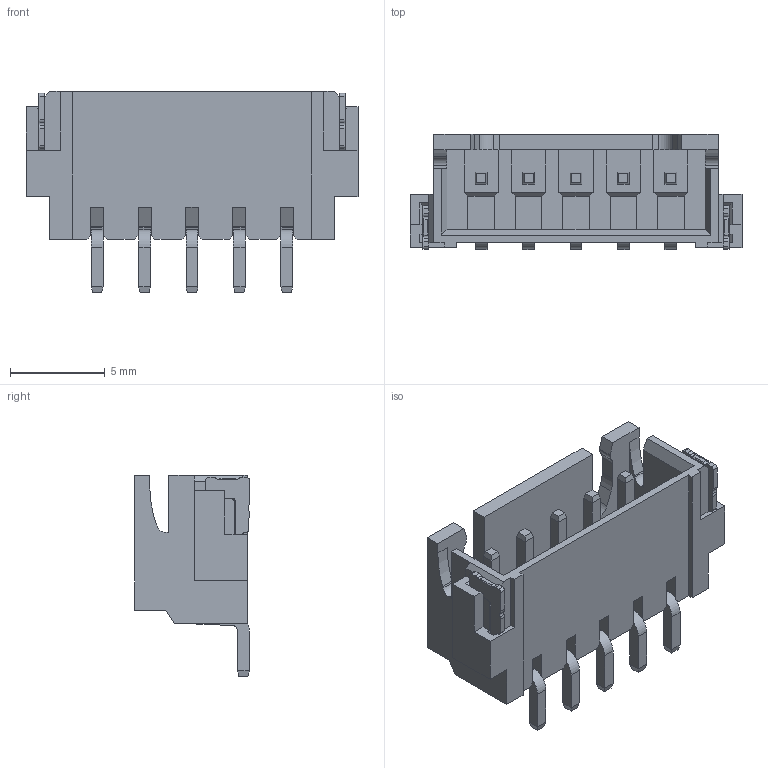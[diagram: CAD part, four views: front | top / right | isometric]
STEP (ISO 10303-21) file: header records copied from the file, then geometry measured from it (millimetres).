
FILE_DESCRIPTION((''),'2;1');
FILE_NAME('250-WTB-M-RA-SMT-CONN-5P','2020-07-06T',('Administrator'),(''),'PRO/ENGINEER BY PARAMETRIC TECHNOLOGY CORPORATION, 2009440','PRO/ENGINEER BY PARAMETRIC TECHNOLOGY CORPORATION, 2009440','');
FILE_SCHEMA(('CONFIG_CONTROL_DESIGN'));
Length unit declared in the file: millimetre
Products named in the file (1): 250-WTB-M-RA-SMT-CONN-5P
Bounding box: 17.5 x 6.05 x 10.6 mm (x, y, z)
Volume: 340.5 mm3; surface area: 934.5 mm2
Topology: 1 solids, 1 shells, 432 faces, 1198 edges, 771 vertices
Faces by surface type: plane 358, cylinder 74
Entity records: 13624 total; most frequent: CARTESIAN_POINT 2429, ORIENTED_EDGE 2396, DIRECTION 2206, EDGE_CURVE 1198, VECTOR 1038, LINE 1038, VERTEX_POINT 771, AXIS2_PLACEMENT_3D 584
